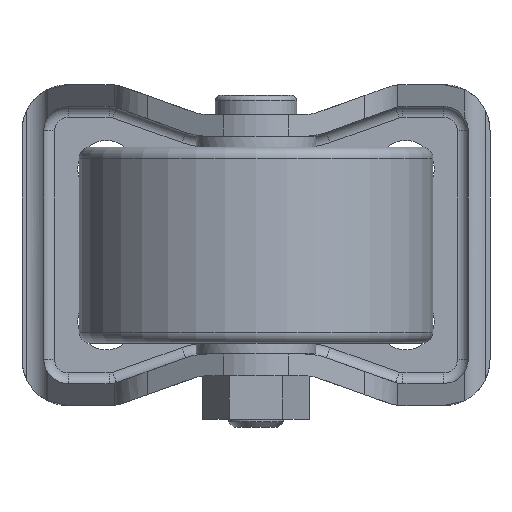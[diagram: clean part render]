
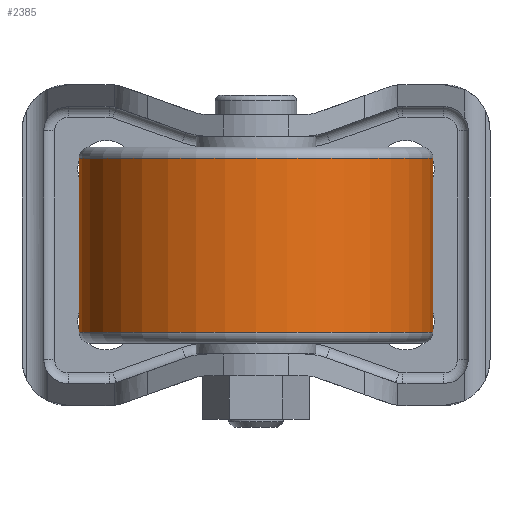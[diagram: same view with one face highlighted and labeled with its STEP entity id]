
A CAD part, front view. The second image highlights one B-rep face of the part: STEP entity #2385.
In plain terms, the highlighted cylindrical face has radius 32.5 mm (diameter 65 mm), a partial arc.
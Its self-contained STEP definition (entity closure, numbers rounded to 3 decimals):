
#161 = EDGE_CURVE ( 'NONE', #4401, #4413, #3917, .T. ) ;
#162 = EDGE_CURVE ( 'NONE', #4390, #4410, #3918, .T. ) ;
#247 = AXIS2_PLACEMENT_3D ( 'NONE', #3182, #3183, #3184 ) ;
#262 = AXIS2_PLACEMENT_3D ( 'NONE', #3185, #3186, #3187 ) ;
#757 = CARTESIAN_POINT ( 'NONE',  ( -32.5, -64., 16. ) ) ;
#768 = CARTESIAN_POINT ( 'NONE',  ( -32.5, -64., -16. ) ) ;
#777 = CARTESIAN_POINT ( 'NONE',  ( 32.5, -64., 16. ) ) ;
#780 = CARTESIAN_POINT ( 'NONE',  ( 32.5, -64., -16. ) ) ;
#1032 = CARTESIAN_POINT ( 'NONE',  ( 0., -64., 34.268 ) ) ;
#1033 = DIRECTION ( 'NONE',  ( 0., 0., 1. ) ) ;
#1034 = DIRECTION ( 'NONE',  ( 1., 0., 0. ) ) ;
#1436 = LINE ( 'NONE', #1437, #1623 ) ;
#1437 = CARTESIAN_POINT ( 'NONE',  ( -32.5, -64., 34.268 ) ) ;
#1438 = DIRECTION ( 'NONE',  ( 0., 0., 1. ) ) ;
#1442 = LINE ( 'NONE', #1443, #1625 ) ;
#1443 = CARTESIAN_POINT ( 'NONE',  ( 32.5, -64., 34.268 ) ) ;
#1444 = DIRECTION ( 'NONE',  ( 0., 0., 1. ) ) ;
#1623 = VECTOR ( 'NONE', #1438, 1000. ) ;
#1625 = VECTOR ( 'NONE', #1444, 1000. ) ;
#2385 = ADVANCED_FACE ( 'NONE', ( #2802 ), #2806, .T. ) ;
#2802 = FACE_OUTER_BOUND ( 'NONE', #3639, .T. ) ;
#2805 = AXIS2_PLACEMENT_3D ( 'NONE', #1032, #1033, #1034 ) ;
#2806 = CYLINDRICAL_SURFACE ( 'NONE', #2805, 32.5 ) ;
#3182 = CARTESIAN_POINT ( 'NONE',  ( 0., -64., -16. ) ) ;
#3183 = DIRECTION ( 'NONE',  ( 0., 0., 1. ) ) ;
#3184 = DIRECTION ( 'NONE',  ( 1., 0., 0. ) ) ;
#3185 = CARTESIAN_POINT ( 'NONE',  ( 0., -64., 16. ) ) ;
#3186 = DIRECTION ( 'NONE',  ( 0., 0., 1. ) ) ;
#3187 = DIRECTION ( 'NONE',  ( 1., 0., 0. ) ) ;
#3639 = EDGE_LOOP ( 'NONE', ( #4812, #4813, #4814, #4811 ) ) ;
#3917 = CIRCLE ( 'NONE', #247, 32.5 ) ;
#3918 = CIRCLE ( 'NONE', #262, 32.5 ) ;
#4007 = EDGE_CURVE ( 'NONE', #4401, #4390, #1436, .T. ) ;
#4009 = EDGE_CURVE ( 'NONE', #4413, #4410, #1442, .T. ) ;
#4390 = VERTEX_POINT ( 'NONE', #757 ) ;
#4401 = VERTEX_POINT ( 'NONE', #768 ) ;
#4410 = VERTEX_POINT ( 'NONE', #777 ) ;
#4413 = VERTEX_POINT ( 'NONE', #780 ) ;
#4811 = ORIENTED_EDGE ( 'NONE', *, *, #162, .F. ) ;
#4812 = ORIENTED_EDGE ( 'NONE', *, *, #4007, .F. ) ;
#4813 = ORIENTED_EDGE ( 'NONE', *, *, #161, .T. ) ;
#4814 = ORIENTED_EDGE ( 'NONE', *, *, #4009, .T. ) ;
